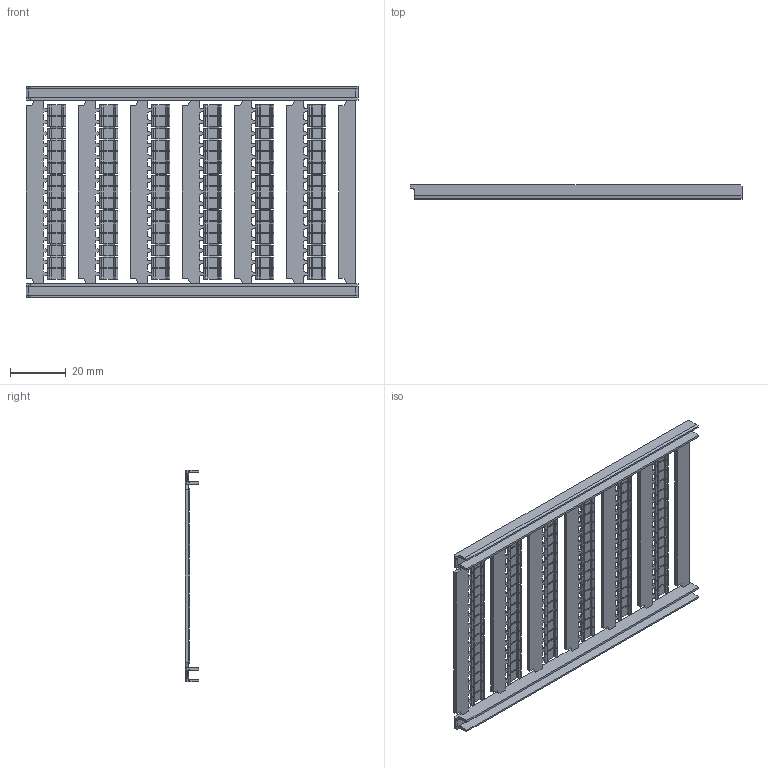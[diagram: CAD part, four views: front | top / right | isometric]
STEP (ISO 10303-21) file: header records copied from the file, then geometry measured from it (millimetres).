
FILE_DESCRIPTION((''),'2;1');
FILE_NAME('8YB867192','2022-08-22T',('Administrator'),(''),'PRO/ENGINEER BY PARAMETRIC TECHNOLOGY CORPORATION, 2013230','PRO/ENGINEER BY PARAMETRIC TECHNOLOGY CORPORATION, 2013230','');
FILE_SCHEMA(('CONFIG_CONTROL_DESIGN'));
Products named in the file (1): 8YB867192
Bounding box: 119.2 x 5 x 76 mm (x, y, z)
Volume: 8868.9 mm3; surface area: 20141.4 mm2
Topology: 1 solids, 1 shells, 3654 faces, 9750 edges, 5924 vertices
Faces by surface type: plane 2750, cylinder 904
Entity records: 111892 total; most frequent: CARTESIAN_POINT 21428, ORIENTED_EDGE 19500, DIRECTION 18162, EDGE_CURVE 9750, VECTOR 7246, LINE 7246, VERTEX_POINT 5924, AXIS2_PLACEMENT_3D 5458
